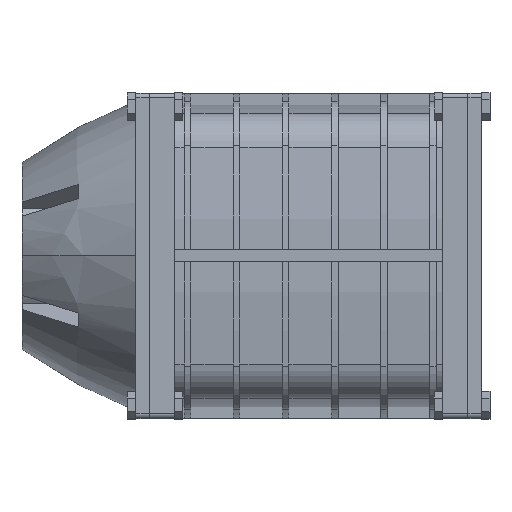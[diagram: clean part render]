
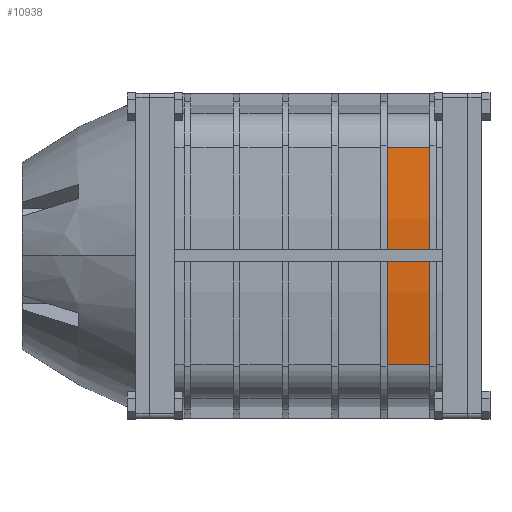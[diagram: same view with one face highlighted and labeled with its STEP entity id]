
A CAD part, top view. The second image highlights one B-rep face of the part: STEP entity #10938.
In plain terms, the highlighted cylindrical face has radius 359.28 mm (diameter 718.56 mm), a partial arc.
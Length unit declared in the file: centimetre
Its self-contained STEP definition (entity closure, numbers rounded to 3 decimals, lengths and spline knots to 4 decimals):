
#1031 = EDGE_CURVE ( 'NONE', #11383, #3425, #5748, .T. ) ;
#1125 = EDGE_CURVE ( 'NONE', #3425, #11626, #16221, .T. ) ;
#1460 = LINE ( 'NONE', #8965, #15036 ) ;
#2130 = ORIENTED_EDGE ( 'NONE', *, *, #8602, .T. ) ;
#2438 = ORIENTED_EDGE ( 'NONE', *, *, #1125, .T. ) ;
#2742 = CYLINDRICAL_SURFACE ( 'NONE', #4016, 35.928 ) ;
#2816 = ORIENTED_EDGE ( 'NONE', *, *, #1031, .T. ) ;
#3425 = VERTEX_POINT ( 'NONE', #16728 ) ;
#4016 = AXIS2_PLACEMENT_3D ( 'NONE', #9213, #15679, #16790 ) ;
#5383 = DIRECTION ( 'NONE',  ( 1., 0., 0. ) ) ;
#5603 = CARTESIAN_POINT ( 'NONE',  ( 10.9741, 70.9247, 47.499 ) ) ;
#5671 = EDGE_CURVE ( 'NONE', #13620, #11626, #1460, .T. ) ;
#5748 = LINE ( 'NONE', #6944, #11905 ) ;
#6944 = CARTESIAN_POINT ( 'NONE',  ( 10.9741, 65.3215, 82.9874 ) ) ;
#7530 = CARTESIAN_POINT ( 'NONE',  ( 13.169, 70.9247, 47.499 ) ) ;
#7720 = AXIS2_PLACEMENT_3D ( 'NONE', #5603, #10880, #9601 ) ;
#8602 = EDGE_CURVE ( 'NONE', #13620, #11383, #14249, .T. ) ;
#8873 = AXIS2_PLACEMENT_3D ( 'NONE', #7530, #11204, #16321 ) ;
#8965 = CARTESIAN_POINT ( 'NONE',  ( 10.9741, 76.528, 82.9874 ) ) ;
#9213 = CARTESIAN_POINT ( 'NONE',  ( 12.0716, 70.9247, 47.499 ) ) ;
#9601 = DIRECTION ( 'NONE',  ( 0., -0.156, 0.988 ) ) ;
#10880 = DIRECTION ( 'NONE',  ( 1., 0., 0. ) ) ;
#10938 = ADVANCED_FACE ( 'NONE', ( #15431 ), #2742, .T. ) ;
#11204 = DIRECTION ( 'NONE',  ( -1., 0., 0. ) ) ;
#11383 = VERTEX_POINT ( 'NONE', #16856 ) ;
#11626 = VERTEX_POINT ( 'NONE', #13793 ) ;
#11905 = VECTOR ( 'NONE', #12136, 100. ) ;
#12136 = DIRECTION ( 'NONE',  ( 1., 0., 0. ) ) ;
#13323 = CARTESIAN_POINT ( 'NONE',  ( 10.9741, 76.528, 82.9874 ) ) ;
#13620 = VERTEX_POINT ( 'NONE', #13323 ) ;
#13793 = CARTESIAN_POINT ( 'NONE',  ( 13.169, 76.528, 82.9874 ) ) ;
#13850 = ORIENTED_EDGE ( 'NONE', *, *, #5671, .F. ) ;
#14249 = CIRCLE ( 'NONE', #7720, 35.928 ) ;
#15036 = VECTOR ( 'NONE', #5383, 100. ) ;
#15431 = FACE_OUTER_BOUND ( 'NONE', #15838, .T. ) ;
#15679 = DIRECTION ( 'NONE',  ( 1., 0., 0. ) ) ;
#15838 = EDGE_LOOP ( 'NONE', ( #2130, #2816, #2438, #13850 ) ) ;
#16221 = CIRCLE ( 'NONE', #8873, 35.928 ) ;
#16321 = DIRECTION ( 'NONE',  ( 0., 0.156, 0.988 ) ) ;
#16728 = CARTESIAN_POINT ( 'NONE',  ( 13.169, 65.3215, 82.9874 ) ) ;
#16790 = DIRECTION ( 'NONE',  ( 0., 0.156, 0.988 ) ) ;
#16856 = CARTESIAN_POINT ( 'NONE',  ( 10.9741, 65.3215, 82.9874 ) ) ;
